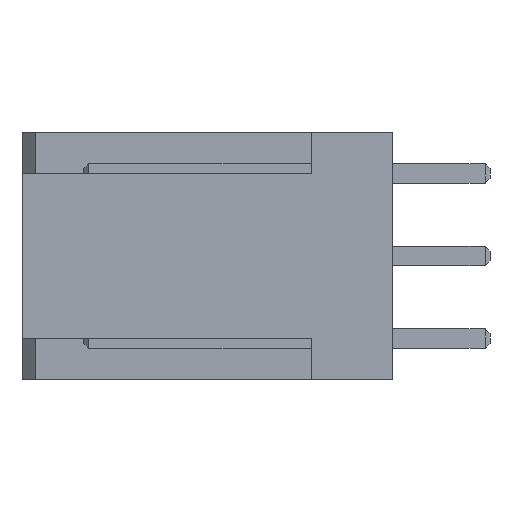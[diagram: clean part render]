
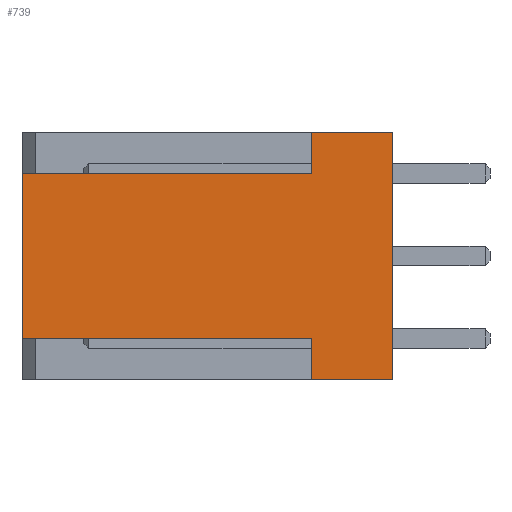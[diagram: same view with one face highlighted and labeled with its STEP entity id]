
A CAD part, left-side view. The second image highlights one B-rep face of the part: STEP entity #739.
In plain terms, the highlighted planar face has unit normal (-1, 0, 0).
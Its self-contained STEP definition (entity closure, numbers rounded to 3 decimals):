
#54 = VERTEX_POINT ( 'NONE', #554 ) ;
#258 = EDGE_LOOP ( 'NONE', ( #2993, #1383, #1562, #2668, #2162, #1604, #1864, #1300 ) ) ;
#264 = CARTESIAN_POINT ( 'NONE',  ( 0., 2.5, 6.35 ) ) ;
#346 = DIRECTION ( 'NONE',  ( 0., 1., 0. ) ) ;
#347 = DIRECTION ( 'NONE',  ( 0., -1., 0. ) ) ;
#372 = LINE ( 'NONE', #1662, #2794 ) ;
#496 = EDGE_CURVE ( 'NONE', #54, #2878, #2267, .T. ) ;
#520 = VECTOR ( 'NONE', #1612, 1000. ) ;
#521 = VERTEX_POINT ( 'NONE', #2149 ) ;
#527 = LINE ( 'NONE', #613, #2852 ) ;
#554 = CARTESIAN_POINT ( 'NONE',  ( 0., 2.5, 0. ) ) ;
#613 = CARTESIAN_POINT ( 'NONE',  ( 0., 11.4, 7.62 ) ) ;
#717 = CARTESIAN_POINT ( 'NONE',  ( 0., 2.5, 7.62 ) ) ;
#739 = ADVANCED_FACE ( 'NONE', ( #2340 ), #891, .F. ) ;
#831 = EDGE_CURVE ( 'NONE', #54, #1823, #2126, .T. ) ;
#832 = VERTEX_POINT ( 'NONE', #717 ) ;
#860 = CARTESIAN_POINT ( 'NONE',  ( 0., 11.4, 7.62 ) ) ;
#891 = PLANE ( 'NONE',  #1543 ) ;
#930 = CARTESIAN_POINT ( 'NONE',  ( 0., 0., 7.62 ) ) ;
#1030 = CARTESIAN_POINT ( 'NONE',  ( 0., 11.4, 0. ) ) ;
#1090 = VERTEX_POINT ( 'NONE', #2066 ) ;
#1167 = VECTOR ( 'NONE', #2647, 1000. ) ;
#1290 = EDGE_CURVE ( 'NONE', #1909, #1090, #372, .T. ) ;
#1300 = ORIENTED_EDGE ( 'NONE', *, *, #1596, .T. ) ;
#1330 = DIRECTION ( 'NONE',  ( 0., 1., 0. ) ) ;
#1383 = ORIENTED_EDGE ( 'NONE', *, *, #831, .F. ) ;
#1543 = AXIS2_PLACEMENT_3D ( 'NONE', #860, #2475, #1330 ) ;
#1562 = ORIENTED_EDGE ( 'NONE', *, *, #496, .T. ) ;
#1596 = EDGE_CURVE ( 'NONE', #1090, #521, #2658, .T. ) ;
#1604 = ORIENTED_EDGE ( 'NONE', *, *, #1840, .F. ) ;
#1612 = DIRECTION ( 'NONE',  ( 0., 0., 1. ) ) ;
#1636 = DIRECTION ( 'NONE',  ( 0., 0., 1. ) ) ;
#1662 = CARTESIAN_POINT ( 'NONE',  ( 0., 0.999, 6.35 ) ) ;
#1751 = CARTESIAN_POINT ( 'NONE',  ( 0., 0., 7.62 ) ) ;
#1823 = VERTEX_POINT ( 'NONE', #2034 ) ;
#1830 = VECTOR ( 'NONE', #2604, 1000. ) ;
#1840 = EDGE_CURVE ( 'NONE', #1909, #832, #2355, .T. ) ;
#1864 = ORIENTED_EDGE ( 'NONE', *, *, #1290, .T. ) ;
#1909 = VERTEX_POINT ( 'NONE', #264 ) ;
#2034 = CARTESIAN_POINT ( 'NONE',  ( 0., 2.5, 1.27 ) ) ;
#2066 = CARTESIAN_POINT ( 'NONE',  ( 0., 11.4, 6.35 ) ) ;
#2101 = CARTESIAN_POINT ( 'NONE',  ( 0., 11.4, 7.62 ) ) ;
#2126 = LINE ( 'NONE', #2317, #2799 ) ;
#2149 = CARTESIAN_POINT ( 'NONE',  ( 0., 11.4, 1.27 ) ) ;
#2162 = ORIENTED_EDGE ( 'NONE', *, *, #2848, .F. ) ;
#2253 = EDGE_CURVE ( 'NONE', #2896, #2878, #2649, .T. ) ;
#2267 = LINE ( 'NONE', #1030, #1167 ) ;
#2317 = CARTESIAN_POINT ( 'NONE',  ( 0., 2.5, 0. ) ) ;
#2332 = DIRECTION ( 'NONE',  ( 0., 0., -1. ) ) ;
#2340 = FACE_OUTER_BOUND ( 'NONE', #258, .T. ) ;
#2355 = LINE ( 'NONE', #3006, #520 ) ;
#2379 = EDGE_CURVE ( 'NONE', #1823, #521, #2464, .T. ) ;
#2438 = CARTESIAN_POINT ( 'NONE',  ( 0., 0., 0. ) ) ;
#2464 = LINE ( 'NONE', #2879, #1830 ) ;
#2475 = DIRECTION ( 'NONE',  ( 1., 0., 0. ) ) ;
#2604 = DIRECTION ( 'NONE',  ( 0., 1., 0. ) ) ;
#2647 = DIRECTION ( 'NONE',  ( 0., -1., 0. ) ) ;
#2649 = LINE ( 'NONE', #930, #2728 ) ;
#2658 = LINE ( 'NONE', #2101, #2699 ) ;
#2668 = ORIENTED_EDGE ( 'NONE', *, *, #2253, .F. ) ;
#2699 = VECTOR ( 'NONE', #2332, 1000. ) ;
#2728 = VECTOR ( 'NONE', #2742, 1000. ) ;
#2742 = DIRECTION ( 'NONE',  ( 0., 0., -1. ) ) ;
#2794 = VECTOR ( 'NONE', #346, 1000. ) ;
#2799 = VECTOR ( 'NONE', #1636, 1000. ) ;
#2848 = EDGE_CURVE ( 'NONE', #832, #2896, #527, .T. ) ;
#2852 = VECTOR ( 'NONE', #347, 1000. ) ;
#2878 = VERTEX_POINT ( 'NONE', #2438 ) ;
#2879 = CARTESIAN_POINT ( 'NONE',  ( 0., 0.999, 1.27 ) ) ;
#2896 = VERTEX_POINT ( 'NONE', #1751 ) ;
#2993 = ORIENTED_EDGE ( 'NONE', *, *, #2379, .F. ) ;
#3006 = CARTESIAN_POINT ( 'NONE',  ( 0., 2.5, 7.62 ) ) ;
